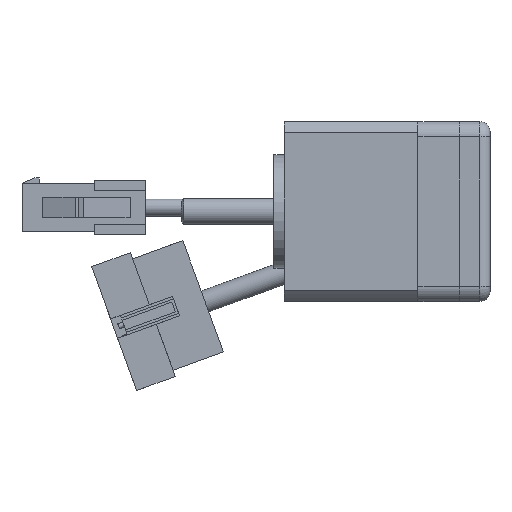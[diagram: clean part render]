
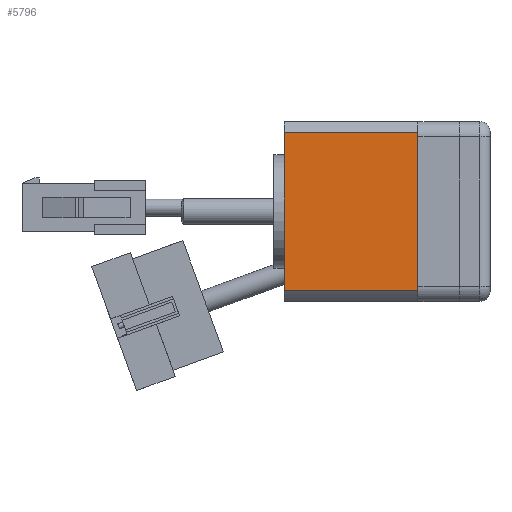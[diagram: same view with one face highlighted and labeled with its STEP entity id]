
A CAD part, front view. The second image highlights one B-rep face of the part: STEP entity #5796.
In plain terms, the highlighted planar face has unit normal (0, -1, 0).
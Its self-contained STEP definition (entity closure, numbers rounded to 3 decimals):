
#214 = ORIENTED_EDGE ( 'NONE', *, *, #16247, .T. ) ;
#232 = ORIENTED_EDGE ( 'NONE', *, *, #16256, .F. ) ;
#304 = ORIENTED_EDGE ( 'NONE', *, *, #16273, .T. ) ;
#347 = ORIENTED_EDGE ( 'NONE', *, *, #16246, .F. ) ;
#1434 = CARTESIAN_POINT ( 'NONE',  ( -15.307, -17.5, 26. ) ) ;
#1441 = CARTESIAN_POINT ( 'NONE',  ( 15.307, -17.5, 26. ) ) ;
#1447 = DIRECTION ( 'NONE',  ( 0., 0., -1. ) ) ;
#1449 = DIRECTION ( 'NONE',  ( 0., 0., -1. ) ) ;
#1459 = DIRECTION ( 'NONE',  ( 1., 0., 0. ) ) ;
#1464 = CARTESIAN_POINT ( 'NONE',  ( -15.307, -17.5, 26. ) ) ;
#1506 = CARTESIAN_POINT ( 'NONE',  ( -15.307, -17.5, 0. ) ) ;
#1507 = DIRECTION ( 'NONE',  ( 1., 0., 0. ) ) ;
#5038 = VERTEX_POINT ( 'NONE', #12768 ) ;
#5295 = VERTEX_POINT ( 'NONE', #12837 ) ;
#5390 = VERTEX_POINT ( 'NONE', #12882 ) ;
#5419 = VERTEX_POINT ( 'NONE', #12897 ) ;
#5796 = ADVANCED_FACE ( 'NONE', ( #7120 ), #13315, .F. ) ;
#7120 = FACE_OUTER_BOUND ( 'NONE', #8824, .T. ) ;
#8271 = LINE ( 'NONE', #1441, #8275 ) ;
#8272 = LINE ( 'NONE', #1434, #8277 ) ;
#8275 = VECTOR ( 'NONE', #1447, 1000. ) ;
#8277 = VECTOR ( 'NONE', #1449, 1000. ) ;
#8291 = LINE ( 'NONE', #1464, #8293 ) ;
#8293 = VECTOR ( 'NONE', #1459, 1000. ) ;
#8313 = LINE ( 'NONE', #1506, #8315 ) ;
#8315 = VECTOR ( 'NONE', #1507, 1000. ) ;
#8824 = EDGE_LOOP ( 'NONE', ( #304, #347, #232, #214 ) ) ;
#12768 = CARTESIAN_POINT ( 'NONE',  ( 15.307, -17.5, 0. ) ) ;
#12837 = CARTESIAN_POINT ( 'NONE',  ( -15.307, -17.5, 0. ) ) ;
#12882 = CARTESIAN_POINT ( 'NONE',  ( -15.307, -17.5, 26. ) ) ;
#12897 = CARTESIAN_POINT ( 'NONE',  ( 15.307, -17.5, 26. ) ) ;
#13311 = CARTESIAN_POINT ( 'NONE',  ( -15.307, -17.5, 26. ) ) ;
#13315 = PLANE ( 'NONE',  #17226 ) ;
#13321 = DIRECTION ( 'NONE',  ( 0., 1., 0. ) ) ;
#13322 = DIRECTION ( 'NONE',  ( 0., 0., 1. ) ) ;
#16246 = EDGE_CURVE ( 'NONE', #5419, #5038, #8271, .T. ) ;
#16247 = EDGE_CURVE ( 'NONE', #5390, #5295, #8272, .T. ) ;
#16256 = EDGE_CURVE ( 'NONE', #5390, #5419, #8291, .T. ) ;
#16273 = EDGE_CURVE ( 'NONE', #5295, #5038, #8313, .T. ) ;
#17226 = AXIS2_PLACEMENT_3D ( 'NONE', #13311, #13321, #13322 ) ;
